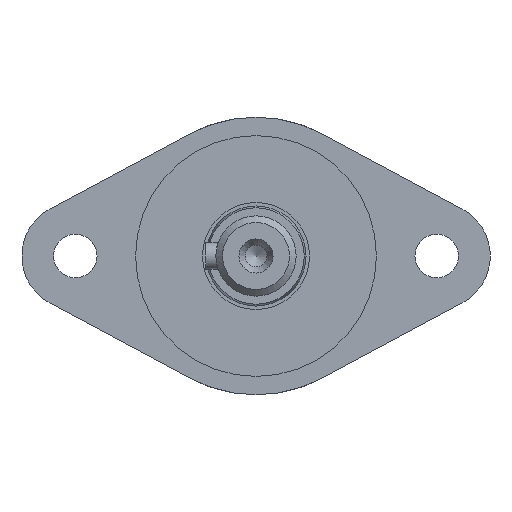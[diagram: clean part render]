
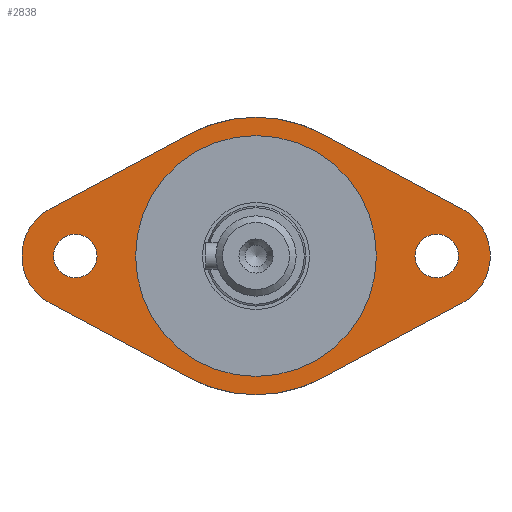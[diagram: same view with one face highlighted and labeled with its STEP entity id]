
A CAD part, left-side view. The second image highlights one B-rep face of the part: STEP entity #2838.
In plain terms, the highlighted planar face has unit normal (-1, 0, 0).
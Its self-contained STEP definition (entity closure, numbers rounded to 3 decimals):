
#135=LINE('',#4345,#389);
#136=LINE('',#4348,#390);
#137=LINE('',#4350,#391);
#138=LINE('',#4353,#392);
#389=VECTOR('',#3508,10.);
#390=VECTOR('',#3511,10.);
#391=VECTOR('',#3512,10.);
#392=VECTOR('',#3515,10.);
#771=FACE_BOUND('',#998,.T.);
#772=FACE_BOUND('',#999,.T.);
#773=FACE_BOUND('',#1000,.T.);
#836=FACE_OUTER_BOUND('',#997,.T.);
#997=EDGE_LOOP('',(#2143,#2144,#2145,#2146,#2147,#2148,#2149,#2150));
#998=EDGE_LOOP('',(#2151));
#999=EDGE_LOOP('',(#2152));
#1000=EDGE_LOOP('',(#2153,#2154));
#1181=CIRCLE('',#3079,20.75);
#1183=CIRCLE('',#3081,20.75);
#1185=CIRCLE('',#3084,8.);
#1186=CIRCLE('',#3085,8.);
#1187=CIRCLE('',#3086,3.25);
#1188=CIRCLE('',#3087,3.25);
#1189=CIRCLE('',#3088,18.);
#1190=CIRCLE('',#3089,18.);
#1315=VERTEX_POINT('',#4328);
#1316=VERTEX_POINT('',#4330);
#1319=VERTEX_POINT('',#4336);
#1320=VERTEX_POINT('',#4338);
#1322=VERTEX_POINT('',#4344);
#1323=VERTEX_POINT('',#4346);
#1324=VERTEX_POINT('',#4349);
#1325=VERTEX_POINT('',#4351);
#1326=VERTEX_POINT('',#4354);
#1327=VERTEX_POINT('',#4356);
#1328=VERTEX_POINT('',#4358);
#1329=VERTEX_POINT('',#4359);
#1622=EDGE_CURVE('',#1315,#1316,#1181,.T.);
#1626=EDGE_CURVE('',#1319,#1320,#1183,.T.);
#1629=EDGE_CURVE('',#1322,#1315,#135,.T.);
#1630=EDGE_CURVE('',#1323,#1322,#1185,.T.);
#1631=EDGE_CURVE('',#1320,#1323,#136,.T.);
#1632=EDGE_CURVE('',#1319,#1324,#137,.T.);
#1633=EDGE_CURVE('',#1324,#1325,#1186,.T.);
#1634=EDGE_CURVE('',#1325,#1316,#138,.T.);
#1635=EDGE_CURVE('',#1326,#1326,#1187,.T.);
#1636=EDGE_CURVE('',#1327,#1327,#1188,.T.);
#1637=EDGE_CURVE('',#1328,#1329,#1189,.T.);
#1638=EDGE_CURVE('',#1329,#1328,#1190,.T.);
#2143=ORIENTED_EDGE('',*,*,#1622,.F.);
#2144=ORIENTED_EDGE('',*,*,#1629,.F.);
#2145=ORIENTED_EDGE('',*,*,#1630,.F.);
#2146=ORIENTED_EDGE('',*,*,#1631,.F.);
#2147=ORIENTED_EDGE('',*,*,#1626,.F.);
#2148=ORIENTED_EDGE('',*,*,#1632,.T.);
#2149=ORIENTED_EDGE('',*,*,#1633,.T.);
#2150=ORIENTED_EDGE('',*,*,#1634,.T.);
#2151=ORIENTED_EDGE('',*,*,#1635,.T.);
#2152=ORIENTED_EDGE('',*,*,#1636,.T.);
#2153=ORIENTED_EDGE('',*,*,#1637,.T.);
#2154=ORIENTED_EDGE('',*,*,#1638,.T.);
#2711=PLANE('',#3083);
#2838=ADVANCED_FACE('',(#836,#771,#772,#773),#2711,.T.);
#3079=AXIS2_PLACEMENT_3D('',#4331,#3495,#3496);
#3081=AXIS2_PLACEMENT_3D('',#4339,#3501,#3502);
#3083=AXIS2_PLACEMENT_3D('',#4343,#3506,#3507);
#3084=AXIS2_PLACEMENT_3D('',#4347,#3509,#3510);
#3085=AXIS2_PLACEMENT_3D('',#4352,#3513,#3514);
#3086=AXIS2_PLACEMENT_3D('',#4355,#3516,#3517);
#3087=AXIS2_PLACEMENT_3D('',#4357,#3518,#3519);
#3088=AXIS2_PLACEMENT_3D('',#4360,#3520,#3521);
#3089=AXIS2_PLACEMENT_3D('',#4361,#3522,#3523);
#3495=DIRECTION('center_axis',(1.,0.,0.));
#3496=DIRECTION('ref_axis',(0.,-1.,0.));
#3501=DIRECTION('center_axis',(1.,0.,0.));
#3502=DIRECTION('ref_axis',(0.,-1.,0.));
#3506=DIRECTION('center_axis',(-1.,0.,0.));
#3507=DIRECTION('ref_axis',(0.,0.,
-1.));
#3508=DIRECTION('',(0.,-0.881,0.472));
#3509=DIRECTION('center_axis',(1.,0.,0.));
#3510=DIRECTION('ref_axis',(0.,-0.472,-0.881));
#3511=DIRECTION('',(0.,0.881,0.472));
#3512=DIRECTION('',(0.,-0.881,0.472));
#3513=DIRECTION('center_axis',(-1.,0.,0.));
#3514=DIRECTION('ref_axis',(0.,-0.472,-0.881));
#3515=DIRECTION('',(0.,0.881,0.472));
#3516=DIRECTION('center_axis',(1.,0.,0.));
#3517=DIRECTION('ref_axis',(0.,0.,1.));
#3518=DIRECTION('center_axis',(1.,0.,0.));
#3519=DIRECTION('ref_axis',(0.,0.,1.));
#3520=DIRECTION('center_axis',(1.,0.,0.));
#3521=DIRECTION('ref_axis',(0.,-1.,0.));
#3522=DIRECTION('center_axis',(1.,0.,0.));
#3523=DIRECTION('ref_axis',(0.,-1.,0.));
#4328=CARTESIAN_POINT('',(-82.,9.799,18.291));
#4330=CARTESIAN_POINT('',(-82.,-9.799,18.291));
#4331=CARTESIAN_POINT('Origin',(-82.,0.,0.));
#4336=CARTESIAN_POINT('',(-82.,-9.799,-18.291));
#4338=CARTESIAN_POINT('',(-82.,9.799,-18.291));
#4339=CARTESIAN_POINT('Origin',(-82.,0.,0.));
#4343=CARTESIAN_POINT('Origin',(-82.,-19.375,0.));
#4344=CARTESIAN_POINT('',(-82.,30.778,7.052));
#4345=CARTESIAN_POINT('',(-82.,30.778,7.052));
#4346=CARTESIAN_POINT('',(-82.,30.778,-7.052));
#4347=CARTESIAN_POINT('Origin',(-82.,27.,0.));
#4348=CARTESIAN_POINT('',(-82.,9.799,-18.291));
#4349=CARTESIAN_POINT('',(-82.,-30.778,-7.052));
#4350=CARTESIAN_POINT('',(-82.,-9.799,-18.291));
#4351=CARTESIAN_POINT('',(-82.,-30.778,7.052));
#4352=CARTESIAN_POINT('Origin',(-82.,-27.,0.));
#4353=CARTESIAN_POINT('',(-82.,-30.778,7.052));
#4354=CARTESIAN_POINT('',(-82.,-27.,-3.25));
#4355=CARTESIAN_POINT('Origin',(-82.,-27.,0.));
#4356=CARTESIAN_POINT('',(-82.,27.,-3.25));
#4357=CARTESIAN_POINT('Origin',(-82.,27.,0.));
#4358=CARTESIAN_POINT('',(-82.,-18.,0.));
#4359=CARTESIAN_POINT('',(-82.,18.,0.));
#4360=CARTESIAN_POINT('Origin',(-82.,0.,0.));
#4361=CARTESIAN_POINT('Origin',(-82.,0.,0.));
